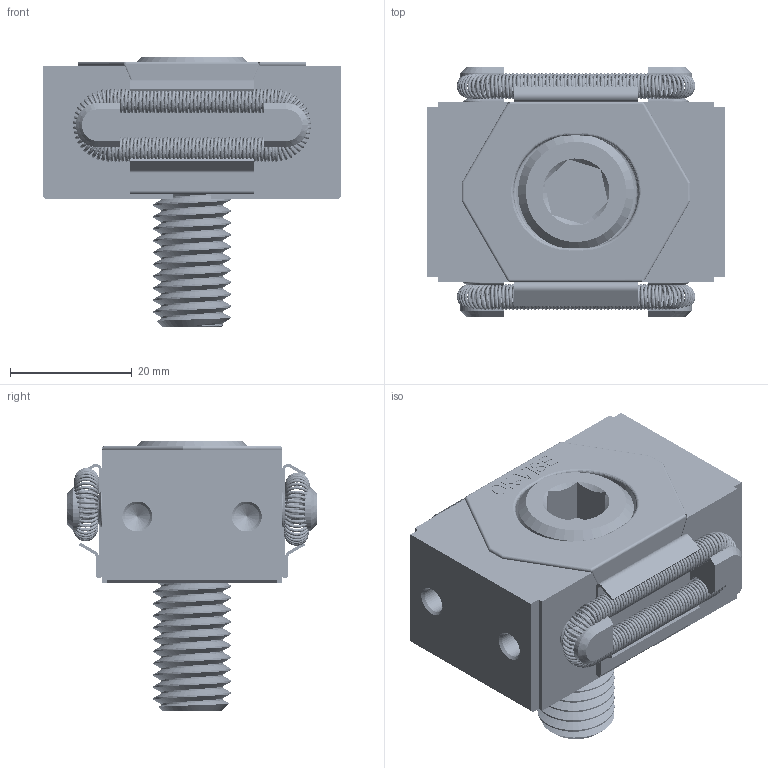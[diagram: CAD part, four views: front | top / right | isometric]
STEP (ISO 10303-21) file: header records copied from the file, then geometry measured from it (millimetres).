
FILE_DESCRIPTION (( 'STEP AP214' ), '1' );
FILE_NAME ('47145.STEP', '2015-10-02T19:36:33', ( 'Mike W' ), ( 'Microsoft' ), 'SwSTEP 2.0', 'SolidWorks 2015', '' );
FILE_SCHEMA (( 'AUTOMOTIVE_DESIGN' ));
Length unit declared in the file: inch
Products named in the file (8): 1213114 SHCS_1213114 SHCS; PLDK2-VT-T; 47135_47135; JDK-P_S_D_S_DTY; JDK P S; 47134_47134; 47137_47137; 47145
Assembly tree (10 placements, depth 3):
  47145
    47137_47137  x2
    47134_47134
    47135_47135  x2
      JDK P S
      JDK-P_S_D_S_DTY
    PLDK2-VT-T  x2
    1213114 SHCS_1213114 SHCS
Bounding box: 49 x 41 x 44.45 mm (x, y, z)
Volume: 33085.4 mm3; surface area: 21282.9 mm2
Topology: 10 solids, 10 shells, 2506 faces, 6783 edges, 4116 vertices
Faces by surface type: bspline 1644, plane 667, cylinder 160, cone 35
Entity records: 79249 total; most frequent: CARTESIAN_POINT 29760, ORIENTED_EDGE 7700, DIRECTION 6065, EDGE_CURVE 3850, AXIS2_PLACEMENT_3D 2607, VERTEX_POINT 2363, CIRCLE 1999, EDGE_LOOP 1443
